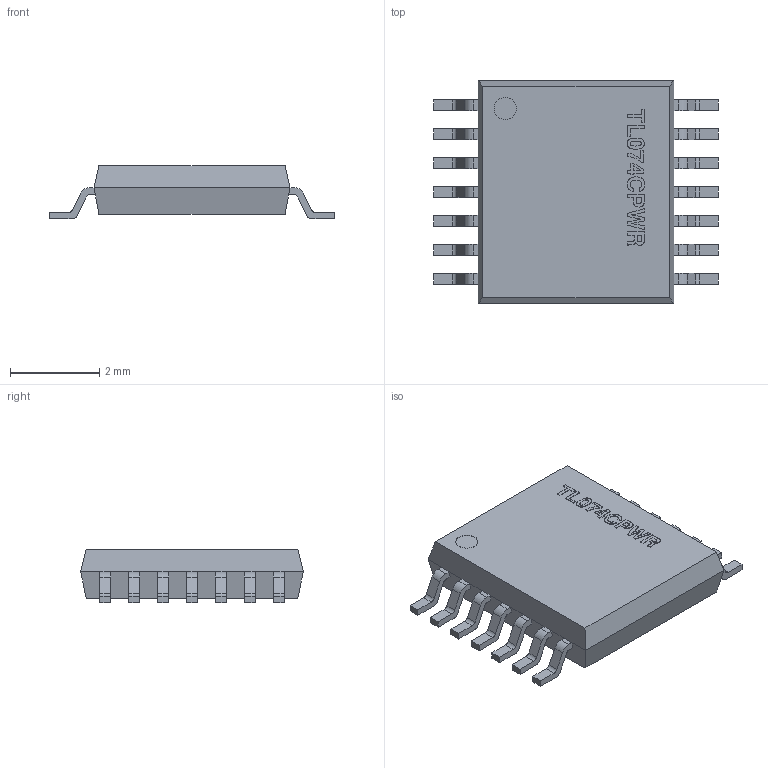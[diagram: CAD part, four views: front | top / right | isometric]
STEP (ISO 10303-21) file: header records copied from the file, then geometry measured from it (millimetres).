
FILE_DESCRIPTION(('FreeCAD Model'),'2;1');
FILE_NAME('TL074CPWR.step','2019-07-23T13:39:13',('Author'),( ''),'Open CASCADE STEP processor 7.3','FreeCAD','Unknown');
FILE_SCHEMA(('AUTOMOTIVE_DESIGN { 1 0 10303 214 1 1 1 1 }'));
Length unit declared in the file: millimetre
Products named in the file (1): TL074CPWR
Bounding box: 6.4 x 5 x 1.21 mm (x, y, z)
Volume: 23.7 mm3; surface area: 75.2 mm2
Topology: 1 solids, 1 shells, 345 faces, 955 edges, 626 vertices
Faces by surface type: plane 208, extrusion 72, cylinder 57, bspline 8
Full cylindrical faces by diameter (mm): 0.5 x1
Entity records: 13453 total; most frequent: CARTESIAN_POINT 2517, ORIENTED_EDGE 1910, DIRECTION 1479, EDGE_CURVE 955, VECTOR 719, LINE 647, VERTEX_POINT 626, AXIS2_PLACEMENT_3D 380
